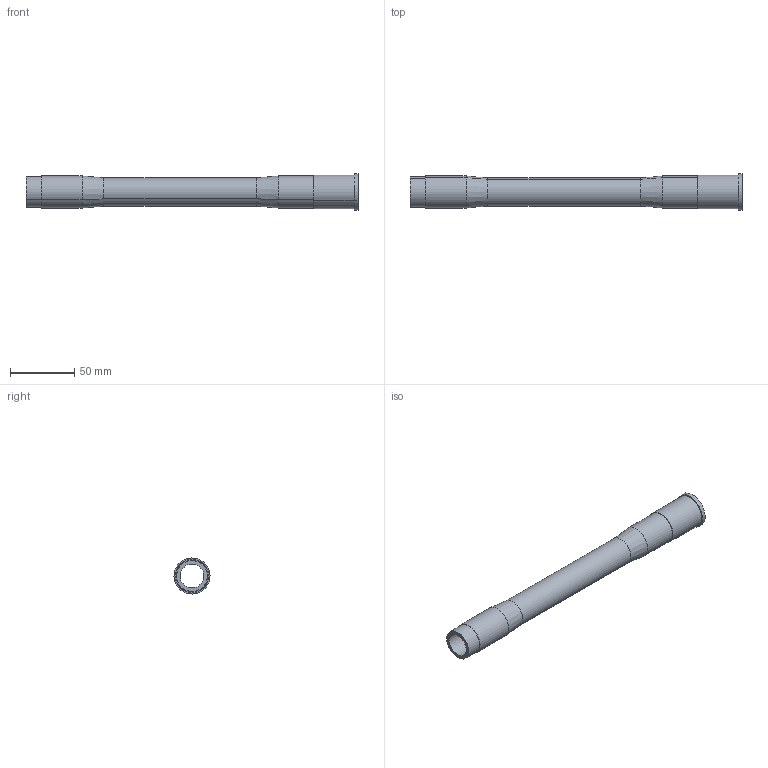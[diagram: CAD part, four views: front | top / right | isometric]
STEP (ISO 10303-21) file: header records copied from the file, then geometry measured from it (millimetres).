
FILE_DESCRIPTION(('CATIA V5 STEP Exchange'),'2;1');
FILE_NAME('Axe direction.stp','2019-11-03T20:32:04+00:00',('none'),('none'),'CATIA Version 5 Release 20 GA (IN-10)','CATIA V5 STEP AP203','none');
FILE_SCHEMA(('CONFIG_CONTROL_DESIGN'));
Length unit declared in the file: millimetre
Products named in the file (1): Axe direction
Bounding box: 257.7 x 27.99 x 27.99 mm (x, y, z)
Volume: 43205.6 mm3; surface area: 34720.7 mm2
Topology: 1 solids, 1 shells, 23 faces, 46 edges, 28 vertices
Faces by surface type: cylinder 14, plane 5, cone 4
Entity records: 572 total; most frequent: ORIENTED_EDGE 92, CARTESIAN_POINT 88, DIRECTION 72, EDGE_CURVE 46, AXIS2_PLACEMENT_3D 42, CIRCLE 28, EDGE_LOOP 28, VERTEX_POINT 28
